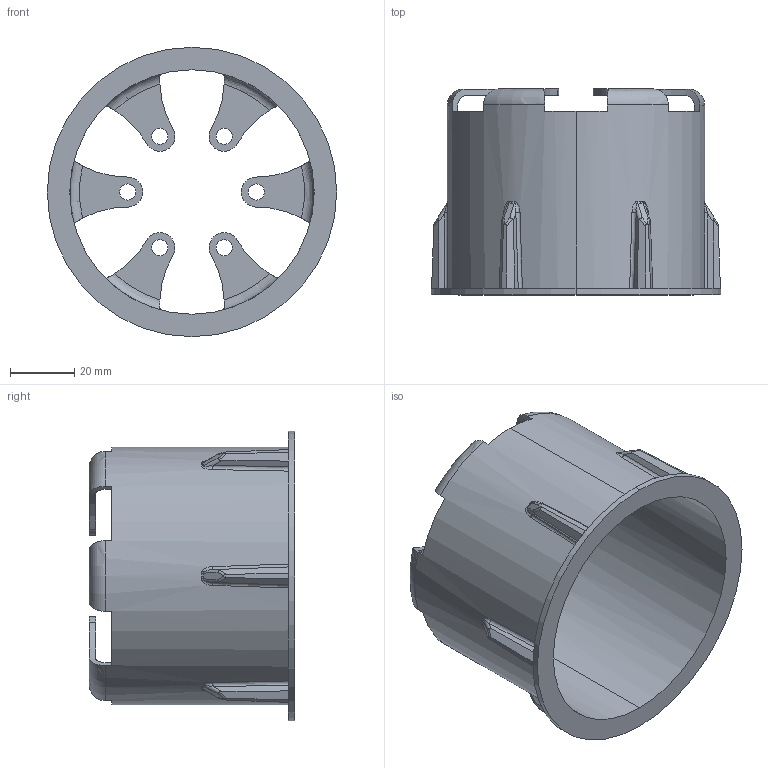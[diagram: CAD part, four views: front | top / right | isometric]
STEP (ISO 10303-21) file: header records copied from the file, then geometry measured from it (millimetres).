
FILE_DESCRIPTION (( 'STEP AP214' ), '1' );
FILE_NAME ('part3.STEP', '2002-07-23T13:23:16', ( '' ), ( '' ), 'SwSTEP 2.0', 'SolidWorks 2011', '' );
FILE_SCHEMA (( 'AUTOMOTIVE_DESIGN' ));
Length unit declared in the file: millimetre
Products named in the file (1): part3
Bounding box: 90 x 64 x 90 mm (x, y, z)
Volume: 37527.6 mm3; surface area: 37303.4 mm2
Topology: 1 solids, 1 shells, 176 faces, 498 edges, 324 vertices
Faces by surface type: cylinder 72, plane 56, bspline 36, torus 12
Entity records: 7190 total; most frequent: CARTESIAN_POINT 2975, ORIENTED_EDGE 996, DIRECTION 784, EDGE_CURVE 498, VERTEX_POINT 324, AXIS2_PLACEMENT_3D 305, EDGE_LOOP 190, FACE_OUTER_BOUND 176
